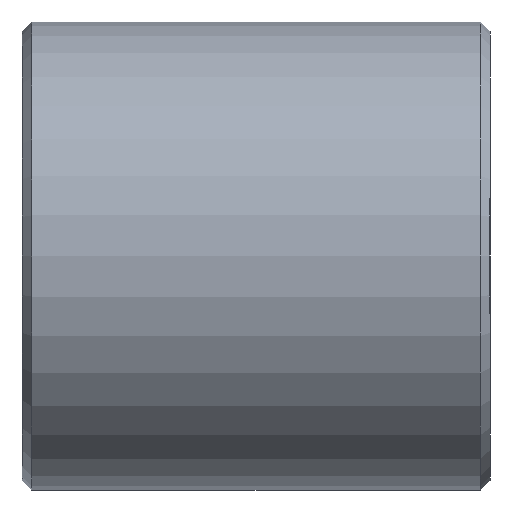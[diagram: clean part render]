
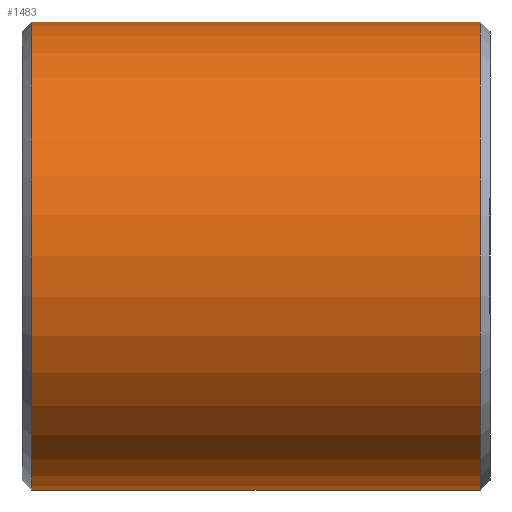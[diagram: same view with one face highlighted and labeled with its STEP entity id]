
A CAD part, left-side view. The second image highlights one B-rep face of the part: STEP entity #1483.
In plain terms, the highlighted cylindrical face has radius 2.55 mm (diameter 5.1 mm), a partial arc.
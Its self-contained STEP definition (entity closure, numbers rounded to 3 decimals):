
#8 = VERTEX_POINT ( 'NONE', #2140 ) ;
#59 = LINE ( 'NONE', #2160, #1732 ) ;
#140 = CARTESIAN_POINT ( 'NONE',  ( 0., 2.445, -2.55 ) ) ;
#164 = ORIENTED_EDGE ( 'NONE', *, *, #1205, .T. ) ;
#217 = CARTESIAN_POINT ( 'NONE',  ( 0., -2.55, 0. ) ) ;
#285 = CARTESIAN_POINT ( 'NONE',  ( 0., -2.445, 2.55 ) ) ;
#423 = DIRECTION ( 'NONE',  ( 0., 0., 1. ) ) ;
#436 = CARTESIAN_POINT ( 'NONE',  ( 0., -2.445, 0. ) ) ;
#457 = CARTESIAN_POINT ( 'NONE',  ( 0., -2.445, -2.55 ) ) ;
#479 = EDGE_CURVE ( 'NONE', #1756, #2352, #59, .T. ) ;
#555 = DIRECTION ( 'NONE',  ( 0., -1., 0. ) ) ;
#604 = CARTESIAN_POINT ( 'NONE',  ( 0., -2.55, 2.55 ) ) ;
#617 = FACE_OUTER_BOUND ( 'NONE', #2303, .T. ) ;
#672 = EDGE_CURVE ( 'NONE', #8, #2352, #1178, .T. ) ;
#745 = VERTEX_POINT ( 'NONE', #285 ) ;
#789 = LINE ( 'NONE', #604, #1700 ) ;
#936 = AXIS2_PLACEMENT_3D ( 'NONE', #436, #1774, #1579 ) ;
#1106 = DIRECTION ( 'NONE',  ( 0., 0., 1. ) ) ;
#1163 = CYLINDRICAL_SURFACE ( 'NONE', #2247, 2.55 ) ;
#1178 = CIRCLE ( 'NONE', #2407, 2.55 ) ;
#1205 = EDGE_CURVE ( 'NONE', #745, #8, #789, .T. ) ;
#1222 = DIRECTION ( 'NONE',  ( 0., 1., 0. ) ) ;
#1464 = CIRCLE ( 'NONE', #936, 2.55 ) ;
#1483 = ADVANCED_FACE ( 'NONE', ( #617 ), #1163, .T. ) ;
#1579 = DIRECTION ( 'NONE',  ( 0., 0., 1. ) ) ;
#1700 = VECTOR ( 'NONE', #1947, 1000. ) ;
#1732 = VECTOR ( 'NONE', #1222, 1000. ) ;
#1742 = CARTESIAN_POINT ( 'NONE',  ( 0., 2.445, 0. ) ) ;
#1756 = VERTEX_POINT ( 'NONE', #457 ) ;
#1774 = DIRECTION ( 'NONE',  ( 0., 1., 0. ) ) ;
#1947 = DIRECTION ( 'NONE',  ( 0., 1., 0. ) ) ;
#1957 = DIRECTION ( 'NONE',  ( 0., 1., 0. ) ) ;
#2117 = ORIENTED_EDGE ( 'NONE', *, *, #2249, .T. ) ;
#2140 = CARTESIAN_POINT ( 'NONE',  ( 0., 2.445, 2.55 ) ) ;
#2160 = CARTESIAN_POINT ( 'NONE',  ( 0., -2.55, -2.55 ) ) ;
#2247 = AXIS2_PLACEMENT_3D ( 'NONE', #217, #1957, #423 ) ;
#2249 = EDGE_CURVE ( 'NONE', #1756, #745, #1464, .T. ) ;
#2298 = ORIENTED_EDGE ( 'NONE', *, *, #672, .T. ) ;
#2303 = EDGE_LOOP ( 'NONE', ( #2413, #2117, #164, #2298 ) ) ;
#2352 = VERTEX_POINT ( 'NONE', #140 ) ;
#2407 = AXIS2_PLACEMENT_3D ( 'NONE', #1742, #555, #1106 ) ;
#2413 = ORIENTED_EDGE ( 'NONE', *, *, #479, .F. ) ;
